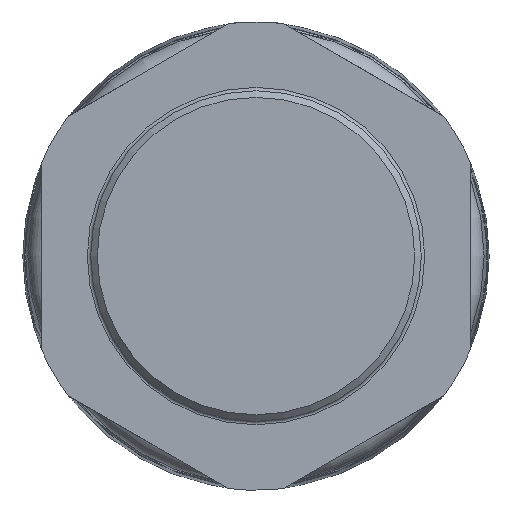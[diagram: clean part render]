
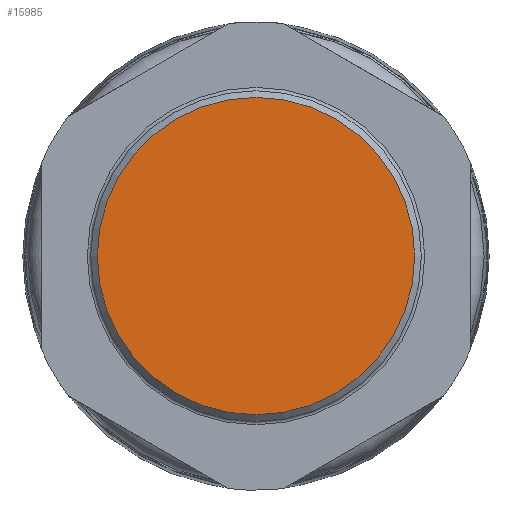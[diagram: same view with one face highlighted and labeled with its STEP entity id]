
A CAD part, left-side view. The second image highlights one B-rep face of the part: STEP entity #15985.
In plain terms, the highlighted planar face has unit normal (-1, 0, 0).
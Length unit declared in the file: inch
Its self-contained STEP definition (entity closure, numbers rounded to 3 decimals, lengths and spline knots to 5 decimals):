
#779=CIRCLE('',#16870,0.94488);
#780=CIRCLE('',#16871,0.94488);
#1974=FACE_OUTER_BOUND('',#2866,.T.);
#2866=EDGE_LOOP('',(#11633,#11634));
#6228=VERTEX_POINT('',#27614);
#6229=VERTEX_POINT('',#27615);
#8192=EDGE_CURVE('',#6228,#6229,#779,.T.);
#8193=EDGE_CURVE('',#6229,#6228,#780,.T.);
#11633=ORIENTED_EDGE('',*,*,#8192,.F.);
#11634=ORIENTED_EDGE('',*,*,#8193,.F.);
#14661=PLANE('',#16869);
#15985=ADVANCED_FACE('',(#1974),#14661,.T.);
#16869=AXIS2_PLACEMENT_3D('',#27613,#19200,#19201);
#16870=AXIS2_PLACEMENT_3D('',#27616,#19202,#19203);
#16871=AXIS2_PLACEMENT_3D('',#27617,#19204,#19205);
#19200=DIRECTION('center_axis',(-1.,0.,0.));
#19201=DIRECTION('ref_axis',(0.,0.,
-1.));
#19202=DIRECTION('center_axis',(1.,0.,0.));
#19203=DIRECTION('ref_axis',(0.,0.,
1.));
#19204=DIRECTION('center_axis',(1.,0.,0.));
#19205=DIRECTION('ref_axis',(0.,0.,
1.));
#27613=CARTESIAN_POINT('Origin',(-1.82826,-0.94488,0.));
#27614=CARTESIAN_POINT('',(-1.82826,-0.94488,0.));
#27615=CARTESIAN_POINT('',(-1.82826,0.94488,0.));
#27616=CARTESIAN_POINT('Origin',(-1.82826,0.,
0.));
#27617=CARTESIAN_POINT('Origin',(-1.82826,0.,
0.));
